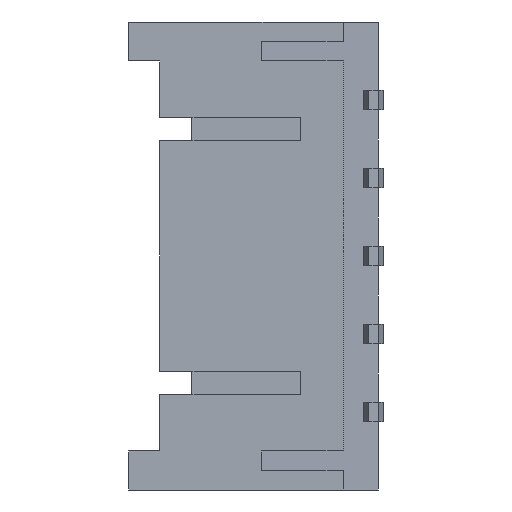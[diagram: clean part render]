
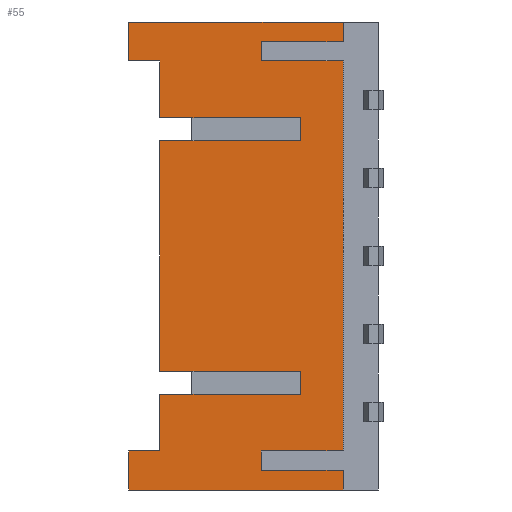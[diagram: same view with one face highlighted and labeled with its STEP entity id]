
A CAD part, left-side view. The second image highlights one B-rep face of the part: STEP entity #55.
In plain terms, the highlighted planar face has unit normal (-1, 0, 0).
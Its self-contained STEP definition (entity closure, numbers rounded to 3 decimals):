
#55=ADVANCED_FACE('',(#339),#340,.T.);
#339=FACE_OUTER_BOUND('',#898,.T.);
#340=PLANE('',#899);
#898=EDGE_LOOP('',(#1538,#1539,#1540,#1541,#1542,#1543,#1544,#1545,#1546,#1547,#1548,#1549,#1550,#1551,#1552,#1553,#1554,#1555,#1556,#1557,#1558,#1559,#1560,#1561));
#899=AXIS2_PLACEMENT_3D('',#1562,#1563,#1564);
#1538=ORIENTED_EDGE('',*,*,#3769,.T.);
#1539=ORIENTED_EDGE('',*,*,#3810,.F.);
#1540=ORIENTED_EDGE('',*,*,#3811,.F.);
#1541=ORIENTED_EDGE('',*,*,#3812,.T.);
#1542=ORIENTED_EDGE('',*,*,#3813,.F.);
#1543=ORIENTED_EDGE('',*,*,#3814,.F.);
#1544=ORIENTED_EDGE('',*,*,#3815,.F.);
#1545=ORIENTED_EDGE('',*,*,#3816,.F.);
#1546=ORIENTED_EDGE('',*,*,#3817,.F.);
#1547=ORIENTED_EDGE('',*,*,#3818,.F.);
#1548=ORIENTED_EDGE('',*,*,#3819,.F.);
#1549=ORIENTED_EDGE('',*,*,#3820,.F.);
#1550=ORIENTED_EDGE('',*,*,#3821,.F.);
#1551=ORIENTED_EDGE('',*,*,#3822,.F.);
#1552=ORIENTED_EDGE('',*,*,#3823,.F.);
#1553=ORIENTED_EDGE('',*,*,#3755,.T.);
#1554=ORIENTED_EDGE('',*,*,#3775,.T.);
#1555=ORIENTED_EDGE('',*,*,#3824,.T.);
#1556=ORIENTED_EDGE('',*,*,#3825,.F.);
#1557=ORIENTED_EDGE('',*,*,#3826,.F.);
#1558=ORIENTED_EDGE('',*,*,#3771,.T.);
#1559=ORIENTED_EDGE('',*,*,#3809,.T.);
#1560=ORIENTED_EDGE('',*,*,#3827,.F.);
#1561=ORIENTED_EDGE('',*,*,#3778,.F.);
#1562=CARTESIAN_POINT('',(-2.65,3.582,-6.0));
#1563=DIRECTION('',(-1.0,0.0,0.0));
#1564=DIRECTION('',(0.0,0.0,1.0));
#3755=EDGE_CURVE('',#4506,#4507,#4508,.T.);
#3769=EDGE_CURVE('',#4535,#4533,#4536,.T.);
#3771=EDGE_CURVE('',#4538,#4539,#4540,.T.);
#3775=EDGE_CURVE('',#4507,#4546,#4547,.T.);
#3778=EDGE_CURVE('',#4535,#4551,#4552,.T.);
#3809=EDGE_CURVE('',#4539,#4607,#4609,.T.);
#3810=EDGE_CURVE('',#4610,#4533,#4611,.T.);
#3811=EDGE_CURVE('',#4612,#4610,#4613,.T.);
#3812=EDGE_CURVE('',#4612,#4614,#4615,.T.);
#3813=EDGE_CURVE('',#4616,#4614,#4617,.T.);
#3814=EDGE_CURVE('',#4618,#4616,#4619,.T.);
#3815=EDGE_CURVE('',#4620,#4618,#4621,.T.);
#3816=EDGE_CURVE('',#4622,#4620,#4623,.T.);
#3817=EDGE_CURVE('',#4624,#4622,#4625,.T.);
#3818=EDGE_CURVE('',#4626,#4624,#4627,.T.);
#3819=EDGE_CURVE('',#4628,#4626,#4629,.T.);
#3820=EDGE_CURVE('',#4630,#4628,#4631,.T.);
#3821=EDGE_CURVE('',#4632,#4630,#4633,.T.);
#3822=EDGE_CURVE('',#4634,#4632,#4635,.T.);
#3823=EDGE_CURVE('',#4506,#4634,#4636,.T.);
#3824=EDGE_CURVE('',#4546,#4637,#4638,.T.);
#3825=EDGE_CURVE('',#4639,#4637,#4640,.T.);
#3826=EDGE_CURVE('',#4538,#4639,#4641,.T.);
#3827=EDGE_CURVE('',#4551,#4607,#4642,.T.);
#4506=VERTEX_POINT('',#5735);
#4507=VERTEX_POINT('',#5736);
#4508=LINE('',#5737,#5738);
#4533=VERTEX_POINT('',#5775);
#4535=VERTEX_POINT('',#5778);
#4536=LINE('',#5779,#5780);
#4538=VERTEX_POINT('',#5783);
#4539=VERTEX_POINT('',#5784);
#4540=LINE('',#5785,#5786);
#4546=VERTEX_POINT('',#5795);
#4547=LINE('',#5796,#5797);
#4551=VERTEX_POINT('',#5803);
#4552=LINE('',#5804,#5805);
#4607=VERTEX_POINT('',#5889);
#4609=LINE('',#5892,#5893);
#4610=VERTEX_POINT('',#5894);
#4611=LINE('',#5895,#5896);
#4612=VERTEX_POINT('',#5897);
#4613=LINE('',#5898,#5899);
#4614=VERTEX_POINT('',#5900);
#4615=LINE('',#5901,#5902);
#4616=VERTEX_POINT('',#5903);
#4617=LINE('',#5904,#5905);
#4618=VERTEX_POINT('',#5906);
#4619=LINE('',#5907,#5908);
#4620=VERTEX_POINT('',#5909);
#4621=LINE('',#5910,#5911);
#4622=VERTEX_POINT('',#5912);
#4623=LINE('',#5913,#5914);
#4624=VERTEX_POINT('',#5915);
#4625=LINE('',#5916,#5917);
#4626=VERTEX_POINT('',#5918);
#4627=LINE('',#5919,#5920);
#4628=VERTEX_POINT('',#5921);
#4629=LINE('',#5922,#5923);
#4630=VERTEX_POINT('',#5924);
#4631=LINE('',#5925,#5926);
#4632=VERTEX_POINT('',#5927);
#4633=LINE('',#5928,#5929);
#4634=VERTEX_POINT('',#5930);
#4635=LINE('',#5931,#5932);
#4636=LINE('',#5933,#5934);
#4637=VERTEX_POINT('',#5935);
#4638=LINE('',#5936,#5937);
#4639=VERTEX_POINT('',#5938);
#4640=LINE('',#5939,#5940);
#4641=LINE('',#5941,#5942);
#4642=LINE('',#5943,#5944);
#5735=CARTESIAN_POINT('',(-2.65,3.582,-6.0));
#5736=CARTESIAN_POINT('',(-2.65,-1.917,-6.0));
#5737=CARTESIAN_POINT('',(-2.65,3.582,-6.0));
#5738=VECTOR('',#7675,5.499);
#5775=CARTESIAN_POINT('',(-2.65,-1.917,6.0));
#5778=CARTESIAN_POINT('',(-2.65,-1.917,5.5));
#5779=CARTESIAN_POINT('',(-2.65,-1.917,5.5));
#5780=VECTOR('',#7689,0.5);
#5783=CARTESIAN_POINT('',(-2.65,-1.917,-5.0));
#5784=CARTESIAN_POINT('',(-2.65,-1.917,5.0));
#5785=CARTESIAN_POINT('',(-2.65,-1.917,-5.0));
#5786=VECTOR('',#7691,10.0);
#5795=CARTESIAN_POINT('',(-2.65,-1.917,-5.5));
#5796=CARTESIAN_POINT('',(-2.65,-1.917,-6.0));
#5797=VECTOR('',#7695,0.5);
#5803=CARTESIAN_POINT('',(-2.65,0.183,5.5));
#5804=CARTESIAN_POINT('',(-2.65,-1.917,5.5));
#5805=VECTOR('',#7698,2.1);
#5889=CARTESIAN_POINT('',(-2.65,0.183,5.0));
#5892=CARTESIAN_POINT('',(-2.65,-1.917,5.0));
#5893=VECTOR('',#7729,2.1);
#5894=CARTESIAN_POINT('',(-2.65,3.582,6.0));
#5895=CARTESIAN_POINT('',(-2.65,3.582,6.0));
#5896=VECTOR('',#7730,5.499);
#5897=CARTESIAN_POINT('',(-2.65,3.582,5.0));
#5898=CARTESIAN_POINT('',(-2.65,3.582,5.0));
#5899=VECTOR('',#7731,1.0);
#5900=CARTESIAN_POINT('',(-2.65,2.782,5.0));
#5901=CARTESIAN_POINT('',(-2.65,3.582,5.0));
#5902=VECTOR('',#7732,0.8);
#5903=CARTESIAN_POINT('',(-2.65,2.782,3.55));
#5904=CARTESIAN_POINT('',(-2.65,2.782,3.55));
#5905=VECTOR('',#7733,1.45);
#5906=CARTESIAN_POINT('',(-2.65,-0.818,3.55));
#5907=CARTESIAN_POINT('',(-2.65,-0.818,3.55));
#5908=VECTOR('',#7734,3.6);
#5909=CARTESIAN_POINT('',(-2.65,-0.818,2.95));
#5910=CARTESIAN_POINT('',(-2.65,-0.818,2.95));
#5911=VECTOR('',#7735,0.6);
#5912=CARTESIAN_POINT('',(-2.65,2.782,2.95));
#5913=CARTESIAN_POINT('',(-2.65,2.782,2.95));
#5914=VECTOR('',#7736,3.6);
#5915=CARTESIAN_POINT('',(-2.65,2.782,-2.95));
#5916=CARTESIAN_POINT('',(-2.65,2.782,-2.95));
#5917=VECTOR('',#7737,5.9);
#5918=CARTESIAN_POINT('',(-2.65,-0.818,-2.95));
#5919=CARTESIAN_POINT('',(-2.65,-0.818,-2.95));
#5920=VECTOR('',#7738,3.6);
#5921=CARTESIAN_POINT('',(-2.65,-0.818,-3.55));
#5922=CARTESIAN_POINT('',(-2.65,-0.818,-3.55));
#5923=VECTOR('',#7739,0.6);
#5924=CARTESIAN_POINT('',(-2.65,2.782,-3.55));
#5925=CARTESIAN_POINT('',(-2.65,2.782,-3.55));
#5926=VECTOR('',#7740,3.6);
#5927=CARTESIAN_POINT('',(-2.65,2.782,-5.0));
#5928=CARTESIAN_POINT('',(-2.65,2.782,-5.0));
#5929=VECTOR('',#7741,1.45);
#5930=CARTESIAN_POINT('',(-2.65,3.582,-5.0));
#5931=CARTESIAN_POINT('',(-2.65,3.582,-5.0));
#5932=VECTOR('',#7742,0.8);
#5933=CARTESIAN_POINT('',(-2.65,3.582,-6.0));
#5934=VECTOR('',#7743,1.0);
#5935=CARTESIAN_POINT('',(-2.65,0.183,-5.5));
#5936=CARTESIAN_POINT('',(-2.65,-1.917,-5.5));
#5937=VECTOR('',#7744,2.1);
#5938=CARTESIAN_POINT('',(-2.65,0.183,-5.0));
#5939=CARTESIAN_POINT('',(-2.65,0.183,-5.0));
#5940=VECTOR('',#7745,0.5);
#5941=CARTESIAN_POINT('',(-2.65,-1.917,-5.0));
#5942=VECTOR('',#7746,2.1);
#5943=CARTESIAN_POINT('',(-2.65,0.183,5.5));
#5944=VECTOR('',#7747,0.5);
#7675=DIRECTION('',(0.0,-1.0,0.0));
#7689=DIRECTION('',(0.0,0.0,1.0));
#7691=DIRECTION('',(0.0,0.0,1.0));
#7695=DIRECTION('',(0.0,0.0,1.0));
#7698=DIRECTION('',(0.0,1.0,0.0));
#7729=DIRECTION('',(0.0,1.0,0.0));
#7730=DIRECTION('',(0.0,-1.0,0.0));
#7731=DIRECTION('',(0.0,0.0,1.0));
#7732=DIRECTION('',(0.0,-1.0,0.0));
#7733=DIRECTION('',(0.0,0.0,1.0));
#7734=DIRECTION('',(0.0,1.0,0.0));
#7735=DIRECTION('',(0.0,0.0,1.0));
#7736=DIRECTION('',(0.0,-1.0,0.0));
#7737=DIRECTION('',(0.0,0.0,1.0));
#7738=DIRECTION('',(0.0,1.0,0.0));
#7739=DIRECTION('',(0.0,0.0,1.0));
#7740=DIRECTION('',(0.0,-1.0,0.0));
#7741=DIRECTION('',(0.0,0.0,1.0));
#7742=DIRECTION('',(0.0,-1.0,0.0));
#7743=DIRECTION('',(0.0,0.0,1.0));
#7744=DIRECTION('',(0.0,1.0,0.0));
#7745=DIRECTION('',(0.0,0.0,-1.0));
#7746=DIRECTION('',(0.0,1.0,0.0));
#7747=DIRECTION('',(0.0,0.0,-1.0));
